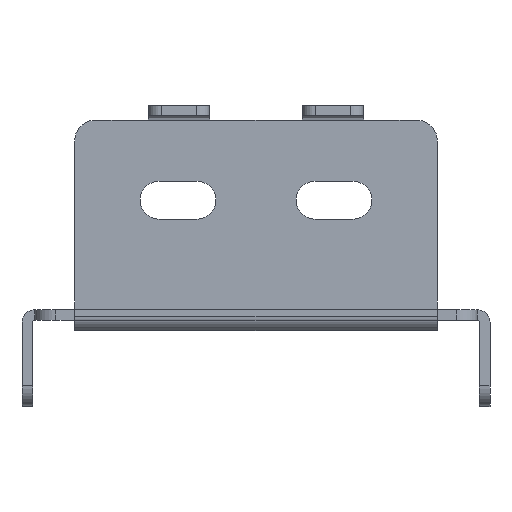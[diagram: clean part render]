
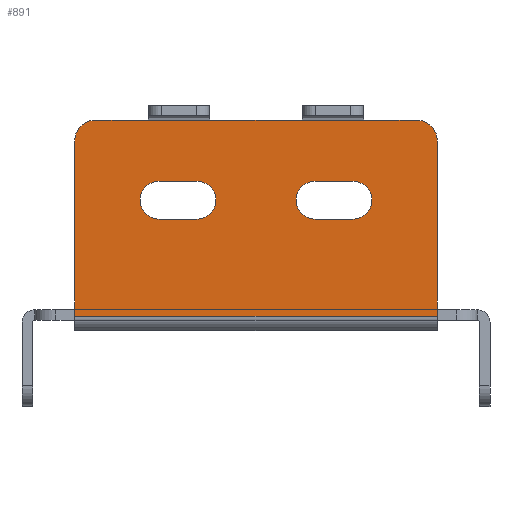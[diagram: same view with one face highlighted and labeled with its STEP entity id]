
A CAD part, front view. The second image highlights one B-rep face of the part: STEP entity #891.
In plain terms, the highlighted planar face has unit normal (0, -1, 0).
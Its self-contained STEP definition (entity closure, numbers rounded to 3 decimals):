
#19 = DIRECTION ( 'NONE',  ( 0., 0., 1. ) ) ;
#143 = ORIENTED_EDGE ( 'NONE', *, *, #4343, .F. ) ;
#175 = DIRECTION ( 'NONE',  ( 0., 0., -1. ) ) ;
#180 = VECTOR ( 'NONE', #4383, 1000. ) ;
#202 = ORIENTED_EDGE ( 'NONE', *, *, #2071, .F. ) ;
#280 = CARTESIAN_POINT ( 'NONE',  ( 14., -950., 24. ) ) ;
#330 = VERTEX_POINT ( 'NONE', #2979 ) ;
#407 = CARTESIAN_POINT ( 'NONE',  ( -11., -950., 47.5 ) ) ;
#429 = ORIENTED_EDGE ( 'NONE', *, *, #4064, .F. ) ;
#435 = VERTEX_POINT ( 'NONE', #4490 ) ;
#439 = CARTESIAN_POINT ( 'NONE',  ( 11., -950., 47.5 ) ) ;
#447 = VERTEX_POINT ( 'NONE', #4154 ) ;
#456 = VECTOR ( 'NONE', #1666, 1000. ) ;
#565 = CARTESIAN_POINT ( 'NONE',  ( 23., -950., 33. ) ) ;
#595 = EDGE_CURVE ( 'NONE', #330, #447, #3727, .T. ) ;
#622 = EDGE_CURVE ( 'NONE', #2676, #1838, #3618, .T. ) ;
#682 = PLANE ( 'NONE',  #3032 ) ;
#707 = ORIENTED_EDGE ( 'NONE', *, *, #2013, .T. ) ;
#757 = CARTESIAN_POINT ( 'NONE',  ( 43., -950., 47.5 ) ) ;
#865 = VECTOR ( 'NONE', #4379, 1000. ) ;
#891 = ADVANCED_FACE ( 'NONE', ( #4276, #2519, #1711 ), #682, .F. ) ;
#933 = ORIENTED_EDGE ( 'NONE', *, *, #3954, .F. ) ;
#972 = CARTESIAN_POINT ( 'NONE',  ( 23., -950., 28.5 ) ) ;
#1034 = VERTEX_POINT ( 'NONE', #3516 ) ;
#1099 = VERTEX_POINT ( 'NONE', #2885 ) ;
#1157 = ORIENTED_EDGE ( 'NONE', *, *, #2097, .T. ) ;
#1184 = LINE ( 'NONE', #1902, #2912 ) ;
#1214 = CARTESIAN_POINT ( 'NONE',  ( -14., -950., 33. ) ) ;
#1235 = DIRECTION ( 'NONE',  ( -1., 0., 0. ) ) ;
#1239 = DIRECTION ( 'NONE',  ( 0., -1., 0. ) ) ;
#1292 = DIRECTION ( 'NONE',  ( 0., -1., 0. ) ) ;
#1318 = DIRECTION ( 'NONE',  ( 0., 0., 1. ) ) ;
#1385 = DIRECTION ( 'NONE',  ( 0., 1., 0. ) ) ;
#1434 = VERTEX_POINT ( 'NONE', #4237 ) ;
#1437 = AXIS2_PLACEMENT_3D ( 'NONE', #4016, #1929, #4372 ) ;
#1476 = DIRECTION ( 'NONE',  ( 1., 0., 0. ) ) ;
#1512 = AXIS2_PLACEMENT_3D ( 'NONE', #3361, #1292, #3720 ) ;
#1516 = ORIENTED_EDGE ( 'NONE', *, *, #2181, .T. ) ;
#1524 = CARTESIAN_POINT ( 'NONE',  ( -43., -950., -2.5 ) ) ;
#1578 = VERTEX_POINT ( 'NONE', #1214 ) ;
#1627 = ORIENTED_EDGE ( 'NONE', *, *, #2006, .T. ) ;
#1638 = LINE ( 'NONE', #757, #2334 ) ;
#1640 = DIRECTION ( 'NONE',  ( -1., 0., 0. ) ) ;
#1653 = ORIENTED_EDGE ( 'NONE', *, *, #4337, .T. ) ;
#1662 = LINE ( 'NONE', #3365, #3392 ) ;
#1666 = DIRECTION ( 'NONE',  ( 1., 0., 0. ) ) ;
#1684 = VERTEX_POINT ( 'NONE', #3737 ) ;
#1711 = FACE_OUTER_BOUND ( 'NONE', #2782, .T. ) ;
#1719 = LINE ( 'NONE', #2172, #2644 ) ;
#1739 = ORIENTED_EDGE ( 'NONE', *, *, #2214, .T. ) ;
#1838 = VERTEX_POINT ( 'NONE', #407 ) ;
#1846 = ORIENTED_EDGE ( 'NONE', *, *, #3976, .F. ) ;
#1858 = CARTESIAN_POINT ( 'NONE',  ( 43., -950., 47.5 ) ) ;
#1874 = DIRECTION ( 'NONE',  ( 0., 0., -1. ) ) ;
#1881 = VECTOR ( 'NONE', #1235, 1000. ) ;
#1902 = CARTESIAN_POINT ( 'NONE',  ( 43., -950., -2.5 ) ) ;
#1923 = EDGE_CURVE ( 'NONE', #435, #4269, #1719, .T. ) ;
#1929 = DIRECTION ( 'NONE',  ( 0., -1., 0. ) ) ;
#1940 = CARTESIAN_POINT ( 'NONE',  ( 14., -950., 33. ) ) ;
#1956 = ORIENTED_EDGE ( 'NONE', *, *, #622, .T. ) ;
#1999 = CARTESIAN_POINT ( 'NONE',  ( 38., -950., 42.5 ) ) ;
#2006 = EDGE_CURVE ( 'NONE', #2655, #435, #2308, .T. ) ;
#2013 = EDGE_CURVE ( 'NONE', #2654, #2676, #2523, .T. ) ;
#2071 = EDGE_CURVE ( 'NONE', #1434, #4269, #1184, .T. ) ;
#2097 = EDGE_CURVE ( 'NONE', #447, #2655, #3728, .T. ) ;
#2104 = VERTEX_POINT ( 'NONE', #565 ) ;
#2108 = DIRECTION ( 'NONE',  ( 0., -1., 0. ) ) ;
#2141 = CIRCLE ( 'NONE', #4472, 4.5 ) ;
#2172 = CARTESIAN_POINT ( 'NONE',  ( 43., -950., 1. ) ) ;
#2181 = EDGE_CURVE ( 'NONE', #1838, #330, #1662, .T. ) ;
#2184 = VERTEX_POINT ( 'NONE', #3724 ) ;
#2214 = EDGE_CURVE ( 'NONE', #1434, #3484, #3506, .T. ) ;
#2268 = EDGE_CURVE ( 'NONE', #1034, #1578, #2141, .T. ) ;
#2308 = LINE ( 'NONE', #1524, #3240 ) ;
#2334 = VECTOR ( 'NONE', #3498, 1000. ) ;
#2343 = DIRECTION ( 'NONE',  ( 0., 0., 1. ) ) ;
#2369 = CARTESIAN_POINT ( 'NONE',  ( 14., -950., 24. ) ) ;
#2440 = CARTESIAN_POINT ( 'NONE',  ( -23., -950., 24. ) ) ;
#2519 = FACE_BOUND ( 'NONE', #4215, .T. ) ;
#2523 = LINE ( 'NONE', #1858, #4057 ) ;
#2572 = EDGE_LOOP ( 'NONE', ( #3490, #429, #1846, #2684 ) ) ;
#2621 = CIRCLE ( 'NONE', #1512, 4.5 ) ;
#2644 = VECTOR ( 'NONE', #1476, 1000. ) ;
#2654 = VERTEX_POINT ( 'NONE', #3534 ) ;
#2655 = VERTEX_POINT ( 'NONE', #3893 ) ;
#2670 = AXIS2_PLACEMENT_3D ( 'NONE', #972, #3391, #1318 ) ;
#2676 = VERTEX_POINT ( 'NONE', #439 ) ;
#2684 = ORIENTED_EDGE ( 'NONE', *, *, #4128, .F. ) ;
#2778 = CARTESIAN_POINT ( 'NONE',  ( 43., -950., 1. ) ) ;
#2782 = EDGE_LOOP ( 'NONE', ( #1956, #1516, #4090, #1157, #1627, #4322, #202, #1739, #1653, #707 ) ) ;
#2885 = CARTESIAN_POINT ( 'NONE',  ( 23., -950., 24. ) ) ;
#2912 = VECTOR ( 'NONE', #175, 1000. ) ;
#2979 = CARTESIAN_POINT ( 'NONE',  ( -25.5, -950., 47.5 ) ) ;
#3003 = DIRECTION ( 'NONE',  ( 1., 0., 0. ) ) ;
#3032 = AXIS2_PLACEMENT_3D ( 'NONE', #3457, #1385, #3810 ) ;
#3167 = DIRECTION ( 'NONE',  ( -1., 0., 0. ) ) ;
#3214 = LINE ( 'NONE', #280, #456 ) ;
#3240 = VECTOR ( 'NONE', #1874, 1000. ) ;
#3305 = CARTESIAN_POINT ( 'NONE',  ( -23., -950., 28.5 ) ) ;
#3315 = CARTESIAN_POINT ( 'NONE',  ( 43., -950., 47.5 ) ) ;
#3320 = CIRCLE ( 'NONE', #2670, 4.5 ) ;
#3346 = CARTESIAN_POINT ( 'NONE',  ( -23., -950., 24. ) ) ;
#3361 = CARTESIAN_POINT ( 'NONE',  ( 14., -950., 28.5 ) ) ;
#3365 = CARTESIAN_POINT ( 'NONE',  ( -25.5, -950., 47.5 ) ) ;
#3391 = DIRECTION ( 'NONE',  ( 0., -1., 0. ) ) ;
#3392 = VECTOR ( 'NONE', #1640, 1000. ) ;
#3457 = CARTESIAN_POINT ( 'NONE',  ( 43., -950., -2.5 ) ) ;
#3484 = VERTEX_POINT ( 'NONE', #3903 ) ;
#3490 = ORIENTED_EDGE ( 'NONE', *, *, #4153, .F. ) ;
#3498 = DIRECTION ( 'NONE',  ( -1., 0., 0. ) ) ;
#3506 = CIRCLE ( 'NONE', #4005, 5. ) ;
#3516 = CARTESIAN_POINT ( 'NONE',  ( -14., -950., 24. ) ) ;
#3534 = CARTESIAN_POINT ( 'NONE',  ( 25.5, -950., 47.5 ) ) ;
#3538 = VECTOR ( 'NONE', #3003, 1000. ) ;
#3618 = LINE ( 'NONE', #3315, #865 ) ;
#3639 = CARTESIAN_POINT ( 'NONE',  ( 43., -950., 47.5 ) ) ;
#3660 = DIRECTION ( 'NONE',  ( 0., 0., 1. ) ) ;
#3686 = ORIENTED_EDGE ( 'NONE', *, *, #2268, .F. ) ;
#3691 = AXIS2_PLACEMENT_3D ( 'NONE', #3305, #1239, #3660 ) ;
#3720 = DIRECTION ( 'NONE',  ( 0., 0., 1. ) ) ;
#3724 = CARTESIAN_POINT ( 'NONE',  ( 14., -950., 33. ) ) ;
#3727 = LINE ( 'NONE', #3639, #1881 ) ;
#3728 = CIRCLE ( 'NONE', #1437, 5. ) ;
#3737 = CARTESIAN_POINT ( 'NONE',  ( -23., -950., 33. ) ) ;
#3760 = LINE ( 'NONE', #1940, #180 ) ;
#3810 = DIRECTION ( 'NONE',  ( 0., 0., 1. ) ) ;
#3866 = CARTESIAN_POINT ( 'NONE',  ( -23., -950., 33. ) ) ;
#3893 = CARTESIAN_POINT ( 'NONE',  ( -43., -950., 42.5 ) ) ;
#3903 = CARTESIAN_POINT ( 'NONE',  ( 38., -950., 47.5 ) ) ;
#3954 = EDGE_CURVE ( 'NONE', #1684, #4308, #4089, .T. ) ;
#3976 = EDGE_CURVE ( 'NONE', #2104, #2184, #3760, .T. ) ;
#4005 = AXIS2_PLACEMENT_3D ( 'NONE', #1999, #4442, #2343 ) ;
#4016 = CARTESIAN_POINT ( 'NONE',  ( -38., -950., 42.5 ) ) ;
#4034 = EDGE_CURVE ( 'NONE', #4308, #1034, #4474, .T. ) ;
#4057 = VECTOR ( 'NONE', #4313, 1000. ) ;
#4064 = EDGE_CURVE ( 'NONE', #2184, #4178, #2621, .T. ) ;
#4089 = CIRCLE ( 'NONE', #3691, 4.5 ) ;
#4090 = ORIENTED_EDGE ( 'NONE', *, *, #595, .T. ) ;
#4128 = EDGE_CURVE ( 'NONE', #1099, #2104, #3320, .T. ) ;
#4153 = EDGE_CURVE ( 'NONE', #4178, #1099, #3214, .T. ) ;
#4154 = CARTESIAN_POINT ( 'NONE',  ( -38., -950., 47.5 ) ) ;
#4178 = VERTEX_POINT ( 'NONE', #2369 ) ;
#4199 = CARTESIAN_POINT ( 'NONE',  ( -14., -950., 28.5 ) ) ;
#4200 = LINE ( 'NONE', #3866, #4315 ) ;
#4215 = EDGE_LOOP ( 'NONE', ( #4396, #933, #143, #3686 ) ) ;
#4237 = CARTESIAN_POINT ( 'NONE',  ( 43., -950., 42.5 ) ) ;
#4269 = VERTEX_POINT ( 'NONE', #2778 ) ;
#4276 = FACE_BOUND ( 'NONE', #2572, .T. ) ;
#4308 = VERTEX_POINT ( 'NONE', #2440 ) ;
#4313 = DIRECTION ( 'NONE',  ( -1., 0., 0. ) ) ;
#4315 = VECTOR ( 'NONE', #3167, 1000. ) ;
#4322 = ORIENTED_EDGE ( 'NONE', *, *, #1923, .T. ) ;
#4337 = EDGE_CURVE ( 'NONE', #3484, #2654, #1638, .T. ) ;
#4343 = EDGE_CURVE ( 'NONE', #1578, #1684, #4200, .T. ) ;
#4372 = DIRECTION ( 'NONE',  ( 0., 0., 1. ) ) ;
#4379 = DIRECTION ( 'NONE',  ( -1., 0., 0. ) ) ;
#4383 = DIRECTION ( 'NONE',  ( -1., 0., 0. ) ) ;
#4396 = ORIENTED_EDGE ( 'NONE', *, *, #4034, .F. ) ;
#4442 = DIRECTION ( 'NONE',  ( 0., -1., 0. ) ) ;
#4472 = AXIS2_PLACEMENT_3D ( 'NONE', #4199, #2108, #19 ) ;
#4474 = LINE ( 'NONE', #3346, #3538 ) ;
#4490 = CARTESIAN_POINT ( 'NONE',  ( -43., -950., 1. ) ) ;
